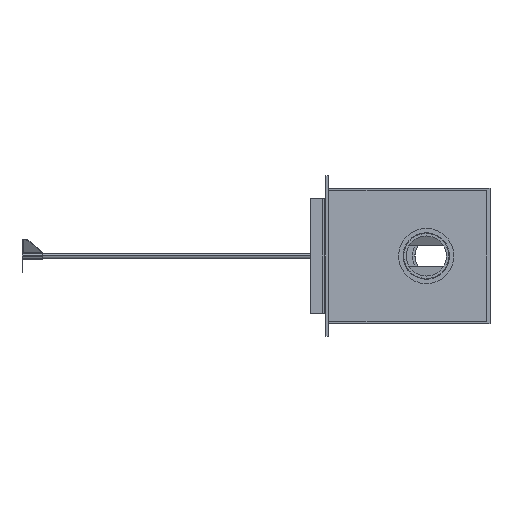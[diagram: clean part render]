
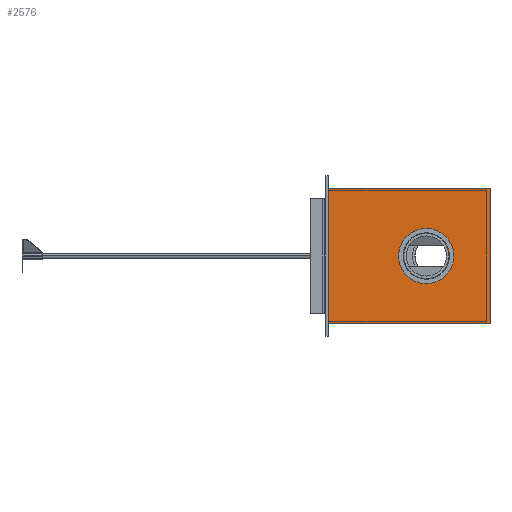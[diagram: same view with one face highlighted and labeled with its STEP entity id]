
A CAD part, left-side view. The second image highlights one B-rep face of the part: STEP entity #2576.
In plain terms, the highlighted planar face has unit normal (-1, 0, 0).
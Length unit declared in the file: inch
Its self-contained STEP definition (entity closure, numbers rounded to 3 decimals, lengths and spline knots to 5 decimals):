
#86 = CIRCLE ( 'NONE', #7533, 2. ) ;
#377 = CARTESIAN_POINT ( 'NONE',  ( -12.25, 11.75, -6.75 ) ) ;
#394 = CARTESIAN_POINT ( 'NONE',  ( -12.25, 2., 2. ) ) ;
#491 = ORIENTED_EDGE ( 'NONE', *, *, #4611, .F. ) ;
#514 = ORIENTED_EDGE ( 'NONE', *, *, #8185, .F. ) ;
#1178 = LINE ( 'NONE', #2997, #1728 ) ;
#1281 = CARTESIAN_POINT ( 'NONE',  ( -12.25, 2., -2. ) ) ;
#1544 = EDGE_LOOP ( 'NONE', ( #2007, #4987, #491, #6627 ) ) ;
#1728 = VECTOR ( 'NONE', #6875, 39.37008 ) ;
#1817 = LINE ( 'NONE', #4447, #7356 ) ;
#1988 = CARTESIAN_POINT ( 'NONE',  ( -12.25, 2., 0. ) ) ;
#2007 = ORIENTED_EDGE ( 'NONE', *, *, #8291, .T. ) ;
#2190 = CARTESIAN_POINT ( 'NONE',  ( -12.25, -4.34686, -6.5 ) ) ;
#2576 = ADVANCED_FACE ( 'NONE', ( #10086, #6914 ), #8437, .T. ) ;
#2642 = ORIENTED_EDGE ( 'NONE', *, *, #5426, .F. ) ;
#2814 = DIRECTION ( 'NONE',  ( 0., 0., 1. ) ) ;
#2997 = CARTESIAN_POINT ( 'NONE',  ( -12.25, -4., -6.75 ) ) ;
#3265 = LINE ( 'NONE', #3943, #7592 ) ;
#3616 = VERTEX_POINT ( 'NONE', #10199 ) ;
#3730 = CARTESIAN_POINT ( 'NONE',  ( -12.25, 2., 0. ) ) ;
#3746 = DIRECTION ( 'NONE',  ( 0., 0., 1. ) ) ;
#3894 = CARTESIAN_POINT ( 'NONE',  ( -12.25, 11.75, 6.75 ) ) ;
#3943 = CARTESIAN_POINT ( 'NONE',  ( -12.25, -4., 6.75 ) ) ;
#4182 = VERTEX_POINT ( 'NONE', #394 ) ;
#4286 = CIRCLE ( 'NONE', #5602, 2. ) ;
#4410 = AXIS2_PLACEMENT_3D ( 'NONE', #5208, #6035, #3746 ) ;
#4415 = DIRECTION ( 'NONE',  ( 0., 0., 1. ) ) ;
#4447 = CARTESIAN_POINT ( 'NONE',  ( -12.25, 11.75, 0. ) ) ;
#4481 = VERTEX_POINT ( 'NONE', #9697 ) ;
#4508 = EDGE_CURVE ( 'NONE', #6471, #5324, #1817, .T. ) ;
#4605 = EDGE_LOOP ( 'NONE', ( #514, #2642 ) ) ;
#4611 = EDGE_CURVE ( 'NONE', #3616, #6471, #1178, .T. ) ;
#4987 = ORIENTED_EDGE ( 'NONE', *, *, #4508, .F. ) ;
#5208 = CARTESIAN_POINT ( 'NONE',  ( -12.25, -4., -6.5 ) ) ;
#5324 = VERTEX_POINT ( 'NONE', #3894 ) ;
#5426 = EDGE_CURVE ( 'NONE', #7604, #4182, #86, .T. ) ;
#5548 = EDGE_CURVE ( 'NONE', #3616, #4481, #10118, .T. ) ;
#5602 = AXIS2_PLACEMENT_3D ( 'NONE', #3730, #9300, #4415 ) ;
#6035 = DIRECTION ( 'NONE',  ( -1., 0., 0. ) ) ;
#6421 = DIRECTION ( 'NONE',  ( 0., 1., 0. ) ) ;
#6471 = VERTEX_POINT ( 'NONE', #377 ) ;
#6627 = ORIENTED_EDGE ( 'NONE', *, *, #5548, .T. ) ;
#6875 = DIRECTION ( 'NONE',  ( 0., 1., 0. ) ) ;
#6914 = FACE_OUTER_BOUND ( 'NONE', #1544, .T. ) ;
#7356 = VECTOR ( 'NONE', #2814, 39.37008 ) ;
#7533 = AXIS2_PLACEMENT_3D ( 'NONE', #1988, #9100, #8885 ) ;
#7592 = VECTOR ( 'NONE', #6421, 39.37008 ) ;
#7604 = VERTEX_POINT ( 'NONE', #1281 ) ;
#8185 = EDGE_CURVE ( 'NONE', #4182, #7604, #4286, .T. ) ;
#8291 = EDGE_CURVE ( 'NONE', #4481, #5324, #3265, .T. ) ;
#8437 = PLANE ( 'NONE',  #4410 ) ;
#8512 = DIRECTION ( 'NONE',  ( 0., 0., 1. ) ) ;
#8885 = DIRECTION ( 'NONE',  ( 0., 0., 1. ) ) ;
#9100 = DIRECTION ( 'NONE',  ( -1., 0., 0. ) ) ;
#9300 = DIRECTION ( 'NONE',  ( -1., 0., 0. ) ) ;
#9697 = CARTESIAN_POINT ( 'NONE',  ( -12.25, -4.34686, 6.75 ) ) ;
#10020 = VECTOR ( 'NONE', #8512, 39.37008 ) ;
#10086 = FACE_BOUND ( 'NONE', #4605, .T. ) ;
#10118 = LINE ( 'NONE', #2190, #10020 ) ;
#10199 = CARTESIAN_POINT ( 'NONE',  ( -12.25, -4.34686, -6.75 ) ) ;
